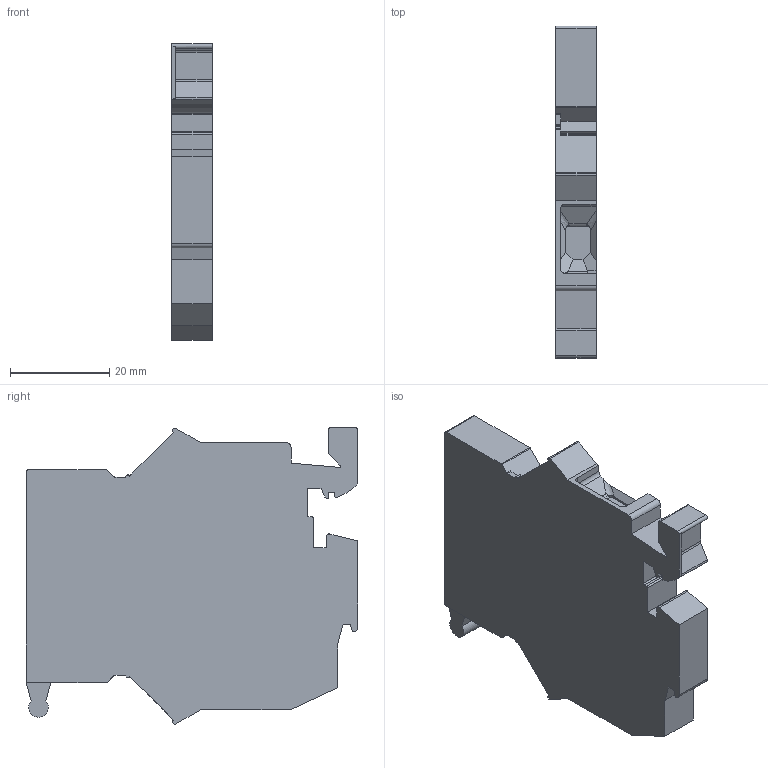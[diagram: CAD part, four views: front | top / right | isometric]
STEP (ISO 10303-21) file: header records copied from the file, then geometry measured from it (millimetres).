
FILE_DESCRIPTION((''),'2;1');
FILE_NAME('SIK100_KOMBI_32_STEP','2012-03-08T',('Neumann'),(''),'PRO/ENGINEER BY PARAMETRIC TECHNOLOGY CORPORATION, 2007390','PRO/ENGINEER BY PARAMETRIC TECHNOLOGY CORPORATION, 2007390','');
FILE_SCHEMA(('CONFIG_CONTROL_DESIGN'));
Length unit declared in the file: millimetre
Products named in the file (1): SIK100_KOMBI_32_STEP
Bounding box: 8.13 x 67 x 59.92 mm (x, y, z)
Volume: 24573.4 mm3; surface area: 9218.7 mm2
Topology: 1 solids, 1 shells, 242 faces, 673 edges, 435 vertices
Faces by surface type: plane 147, cylinder 74, cone 12, torus 5, bspline 4
Entity records: 7970 total; most frequent: CARTESIAN_POINT 1721, ORIENTED_EDGE 1346, DIRECTION 1244, EDGE_CURVE 673, VECTOR 484, LINE 484, VERTEX_POINT 435, AXIS2_PLACEMENT_3D 380
